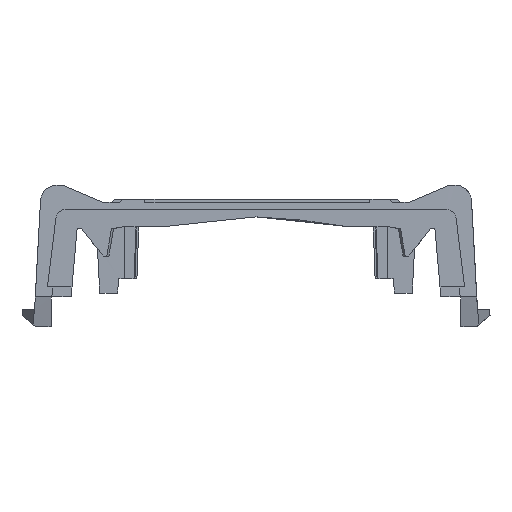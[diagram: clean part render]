
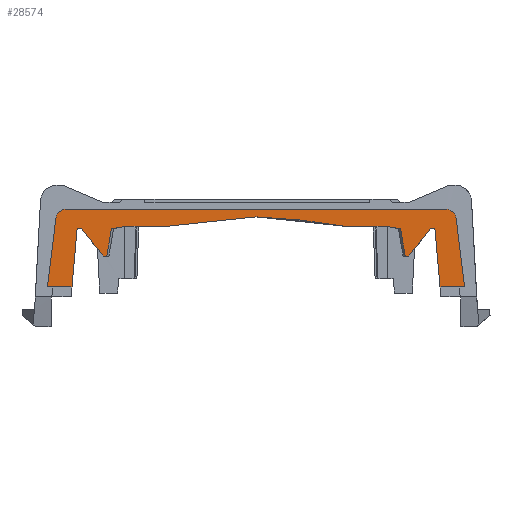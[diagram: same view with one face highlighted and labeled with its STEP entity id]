
A CAD part, left-side view. The second image highlights one B-rep face of the part: STEP entity #28574.
In plain terms, the highlighted planar face has unit normal (-1, 0, 0).
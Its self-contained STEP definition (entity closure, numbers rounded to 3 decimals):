
#37=DIRECTION('',(0.,-1.,0.));
#38=VECTOR('',#37,2.214);
#39=CARTESIAN_POINT('',(-144.1,-16.606,-1.302));
#40=LINE('',#39,#38);
#49=DIRECTION('',(0.,-0.122,0.993));
#50=VECTOR('',#49,6.204);
#51=CARTESIAN_POINT('',(-144.1,18.82,-1.302));
#52=LINE('',#51,#50);
#53=CARTESIAN_POINT('',(-144.1,17.071,4.735));
#54=DIRECTION('',(1.,0.,0.));
#55=DIRECTION('',(0.,0.993,0.122));
#56=AXIS2_PLACEMENT_3D('',#53,#54,#55);
#58=CARTESIAN_POINT('',(-144.1,-17.071,4.735));
#59=DIRECTION('',(1.,0.,0.));
#60=DIRECTION('',(0.,0.,1.));
#61=AXIS2_PLACEMENT_3D('',#58,#59,#60);
#63=DIRECTION('',(0.,-0.122,-0.993));
#64=VECTOR('',#63,6.204);
#65=CARTESIAN_POINT('',(-144.1,-18.064,4.856));
#66=LINE('',#65,#64);
#67=DIRECTION('',(0.,0.087,0.996));
#68=VECTOR('',#67,5.315);
#69=CARTESIAN_POINT('',(-144.1,-16.606,-1.302));
#70=LINE('',#69,#68);
#71=DIRECTION('',(0.,1.,0.));
#72=VECTOR('',#71,0.375);
#73=CARTESIAN_POINT('',(-144.1,-16.143,3.993));
#74=LINE('',#73,#72);
#75=CARTESIAN_POINT('',(-144.1,10.09,23.028));
#76=DIRECTION('',(1.,0.,0.));
#77=DIRECTION('',(0.,-0.805,-0.593));
#78=AXIS2_PLACEMENT_3D('',#75,#76,#77);
#80=DIRECTION('',(0.,0.174,0.985));
#81=VECTOR('',#80,2.483);
#82=CARTESIAN_POINT('',(-144.1,-13.472,1.492));
#83=LINE('',#82,#81);
#84=DIRECTION('',(0.,0.984,0.18));
#85=VECTOR('',#84,1.312);
#86=CARTESIAN_POINT('',(-144.1,-13.041,3.937));
#87=LINE('',#86,#85);
#88=DIRECTION('',(0.,1.,0.));
#89=VECTOR('',#88,3.688);
#90=CARTESIAN_POINT('',(-144.1,-11.75,4.173));
#91=LINE('',#90,#89);
#92=CARTESIAN_POINT('',(-144.1,-8.062,4.173));
#93=CARTESIAN_POINT('',(-144.1,-7.791,4.223));
#94=CARTESIAN_POINT('',(-144.1,-6.9,4.404));
#95=CARTESIAN_POINT('',(-144.1,-4.749,4.682));
#96=CARTESIAN_POINT('',(-144.1,-2.275,4.922));
#97=CARTESIAN_POINT('',(-144.1,-0.484,5.012));
#98=CARTESIAN_POINT('',(-144.1,0.,5.022));
#100=CARTESIAN_POINT('',(-144.1,0.,5.022));
#101=CARTESIAN_POINT('',(-144.1,0.484,5.012));
#102=CARTESIAN_POINT('',(-144.1,2.275,4.922));
#103=CARTESIAN_POINT('',(-144.1,4.749,4.682));
#104=CARTESIAN_POINT('',(-144.1,6.9,4.404));
#105=CARTESIAN_POINT('',(-144.1,7.791,4.223));
#106=CARTESIAN_POINT('',(-144.1,8.062,4.173));
#108=DIRECTION('',(0.,1.,0.));
#109=VECTOR('',#108,3.688);
#110=CARTESIAN_POINT('',(-144.1,8.062,4.173));
#111=LINE('',#110,#109);
#112=DIRECTION('',(0.,0.984,-0.18));
#113=VECTOR('',#112,1.312);
#114=CARTESIAN_POINT('',(-144.1,11.75,4.173));
#115=LINE('',#114,#113);
#116=DIRECTION('',(0.,0.174,-0.985));
#117=VECTOR('',#116,2.483);
#118=CARTESIAN_POINT('',(-144.1,13.041,3.937));
#119=LINE('',#118,#117);
#120=DIRECTION('',(0.,1.,0.));
#121=VECTOR('',#120,0.253);
#122=CARTESIAN_POINT('',(-144.1,13.472,1.492));
#123=LINE('',#122,#121);
#124=CARTESIAN_POINT('',(-144.1,-10.09,23.028));
#125=DIRECTION('',(1.,0.,0.));
#126=DIRECTION('',(0.,0.742,-0.671));
#127=AXIS2_PLACEMENT_3D('',#124,#125,#126);
#129=DIRECTION('',(0.,0.087,-0.996));
#130=VECTOR('',#129,5.315);
#131=CARTESIAN_POINT('',(-144.1,16.143,3.993));
#132=LINE('',#131,#130);
#133=DIRECTION('',(0.,-1.,0.));
#134=VECTOR('',#133,2.214);
#135=CARTESIAN_POINT('',(-144.1,18.82,-1.302));
#136=LINE('',#135,#134);
#4590=DIRECTION('',(0.,-1.,0.));
#4591=VECTOR('',#4590,0.375);
#4592=CARTESIAN_POINT('',(-144.1,16.143,3.993));
#4593=LINE('',#4592,#4591);
#5065=DIRECTION('',(0.,-1.,0.));
#5066=VECTOR('',#5065,0.253);
#5067=CARTESIAN_POINT('',(-144.1,-13.472,1.492));
#5068=LINE('',#5067,#5066);
#23091=DIRECTION('',(0.,1.,0.));
#23092=VECTOR('',#23091,34.142);
#23093=CARTESIAN_POINT('',(-144.1,-17.071,5.735));
#23094=LINE('',#23093,#23092);
#23263=CARTESIAN_POINT('',(-144.1,-16.606,-1.302));
#23264=VERTEX_POINT('',#23263);
#23267=CARTESIAN_POINT('',(-144.1,-16.143,3.993));
#23268=VERTEX_POINT('',#23267);
#23269=CARTESIAN_POINT('',(-144.1,-18.82,-1.302));
#23270=VERTEX_POINT('',#23269);
#23275=CARTESIAN_POINT('',(-144.1,18.82,-1.302));
#23276=CARTESIAN_POINT('',(-144.1,16.606,-1.302));
#23277=VERTEX_POINT('',#23275);
#23278=VERTEX_POINT('',#23276);
#23279=CARTESIAN_POINT('',(-144.1,18.064,4.856));
#23280=VERTEX_POINT('',#23279);
#23281=CARTESIAN_POINT('',(-144.1,17.071,5.735));
#23282=VERTEX_POINT('',#23281);
#23283=CARTESIAN_POINT('',(-144.1,-17.071,5.735));
#23284=VERTEX_POINT('',#23283);
#23285=CARTESIAN_POINT('',(-144.1,-18.064,4.856));
#23286=VERTEX_POINT('',#23285);
#23287=CARTESIAN_POINT('',(-144.1,-15.768,3.993));
#23288=VERTEX_POINT('',#23287);
#23289=CARTESIAN_POINT('',(-144.1,-13.725,1.492));
#23290=VERTEX_POINT('',#23289);
#23291=CARTESIAN_POINT('',(-144.1,-13.472,1.492));
#23292=VERTEX_POINT('',#23291);
#23293=CARTESIAN_POINT('',(-144.1,-13.041,3.937));
#23294=VERTEX_POINT('',#23293);
#23295=CARTESIAN_POINT('',(-144.1,-11.75,4.173));
#23296=VERTEX_POINT('',#23295);
#23297=CARTESIAN_POINT('',(-144.1,-8.062,4.173));
#23298=VERTEX_POINT('',#23297);
#23299=VERTEX_POINT('',#98);
#23300=VERTEX_POINT('',#106);
#23301=CARTESIAN_POINT('',(-144.1,11.75,4.173));
#23302=VERTEX_POINT('',#23301);
#23303=CARTESIAN_POINT('',(-144.1,13.041,
3.937));
#23304=VERTEX_POINT('',#23303);
#23305=CARTESIAN_POINT('',(-144.1,13.472,
1.492));
#23306=VERTEX_POINT('',#23305);
#23307=CARTESIAN_POINT('',(-144.1,13.725,
1.492));
#23308=VERTEX_POINT('',#23307);
#23309=CARTESIAN_POINT('',(-144.1,15.768,3.993));
#23310=VERTEX_POINT('',#23309);
#23311=CARTESIAN_POINT('',(-144.1,16.143,3.993));
#23312=VERTEX_POINT('',#23311);
#28523=CARTESIAN_POINT('',(-144.1,23.77,34.198));
#28524=DIRECTION('',(1.,0.,0.));
#28525=DIRECTION('',(0.,-1.,0.));
#28526=AXIS2_PLACEMENT_3D('',#28523,#28524,#28525);
#28527=PLANE('',#28526);
#28529=ORIENTED_EDGE('',*,*,#28528,.F.);
#28531=ORIENTED_EDGE('',*,*,#28530,.T.);
#28533=ORIENTED_EDGE('',*,*,#28532,.T.);
#28535=ORIENTED_EDGE('',*,*,#28534,.F.);
#28537=ORIENTED_EDGE('',*,*,#28536,.T.);
#28539=ORIENTED_EDGE('',*,*,#28538,.T.);
#28540=ORIENTED_EDGE('',*,*,#28511,.F.);
#28541=ORIENTED_EDGE('',*,*,#28500,.T.);
#28543=ORIENTED_EDGE('',*,*,#28542,.T.);
#28545=ORIENTED_EDGE('',*,*,#28544,.T.);
#28547=ORIENTED_EDGE('',*,*,#28546,.F.);
#28549=ORIENTED_EDGE('',*,*,#28548,.T.);
#28551=ORIENTED_EDGE('',*,*,#28550,.T.);
#28553=ORIENTED_EDGE('',*,*,#28552,.T.);
#28555=ORIENTED_EDGE('',*,*,#28554,.T.);
#28557=ORIENTED_EDGE('',*,*,#28556,.T.);
#28559=ORIENTED_EDGE('',*,*,#28558,.T.);
#28561=ORIENTED_EDGE('',*,*,#28560,.T.);
#28563=ORIENTED_EDGE('',*,*,#28562,.T.);
#28565=ORIENTED_EDGE('',*,*,#28564,.T.);
#28567=ORIENTED_EDGE('',*,*,#28566,.T.);
#28569=ORIENTED_EDGE('',*,*,#28568,.F.);
#28571=ORIENTED_EDGE('',*,*,#28570,.T.);
#28572=EDGE_LOOP('',(#28529,#28531,#28533,#28535,#28537,#28539,#28540,#28541,
#28543,#28545,#28547,#28549,#28551,#28553,#28555,#28557,#28559,#28561,#28563,
#28565,#28567,#28569,#28571));
#28573=FACE_OUTER_BOUND('',#28572,.F.);
#28574=ADVANCED_FACE('',(#28573),#28527,.F.);
#57=CIRCLE('',#56,1.);
#62=CIRCLE('',#61,1.);
#79=CIRCLE('',#78,32.109);
#99=B_SPLINE_CURVE_WITH_KNOTS('',3,(#92,#93,#94,#95,#96,#97,#98),.UNSPECIFIED.,
.F.,.F.,(4,1,1,1,4),(0.,0.098,0.333,0.818,
1.),.UNSPECIFIED.);
#107=B_SPLINE_CURVE_WITH_KNOTS('',3,(#100,#101,#102,#103,#104,#105,#106),
.UNSPECIFIED.,.F.,.F.,(4,1,1,1,4),(0.,0.182,0.667,
0.902,1.),.UNSPECIFIED.);
#128=CIRCLE('',#127,32.109);
#28500=EDGE_CURVE('',#23264,#23268,#70,.T.);
#28511=EDGE_CURVE('',#23264,#23270,#40,.T.);
#28528=EDGE_CURVE('',#23277,#23278,#136,.T.);
#28530=EDGE_CURVE('',#23277,#23280,#52,.T.);
#28532=EDGE_CURVE('',#23280,#23282,#57,.T.);
#28534=EDGE_CURVE('',#23284,#23282,#23094,.T.);
#28536=EDGE_CURVE('',#23284,#23286,#62,.T.);
#28538=EDGE_CURVE('',#23286,#23270,#66,.T.);
#28542=EDGE_CURVE('',#23268,#23288,#74,.T.);
#28544=EDGE_CURVE('',#23288,#23290,#79,.T.);
#28546=EDGE_CURVE('',#23292,#23290,#5068,.T.);
#28548=EDGE_CURVE('',#23292,#23294,#83,.T.);
#28550=EDGE_CURVE('',#23294,#23296,#87,.T.);
#28552=EDGE_CURVE('',#23296,#23298,#91,.T.);
#28554=EDGE_CURVE('',#23298,#23299,#99,.T.);
#28556=EDGE_CURVE('',#23299,#23300,#107,.T.);
#28558=EDGE_CURVE('',#23300,#23302,#111,.T.);
#28560=EDGE_CURVE('',#23302,#23304,#115,.T.);
#28562=EDGE_CURVE('',#23304,#23306,#119,.T.);
#28564=EDGE_CURVE('',#23306,#23308,#123,.T.);
#28566=EDGE_CURVE('',#23308,#23310,#128,.T.);
#28568=EDGE_CURVE('',#23312,#23310,#4593,.T.);
#28570=EDGE_CURVE('',#23312,#23278,#132,.T.);
